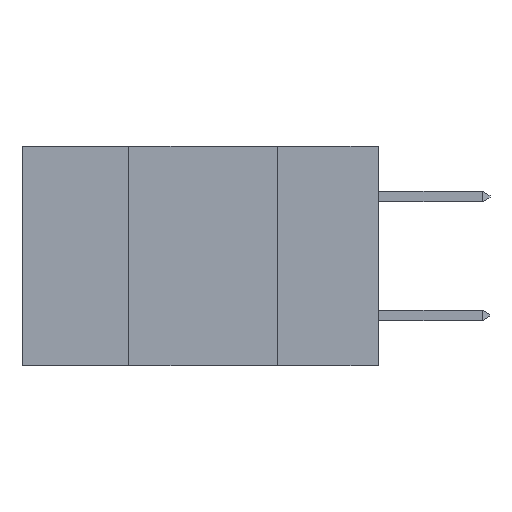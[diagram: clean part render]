
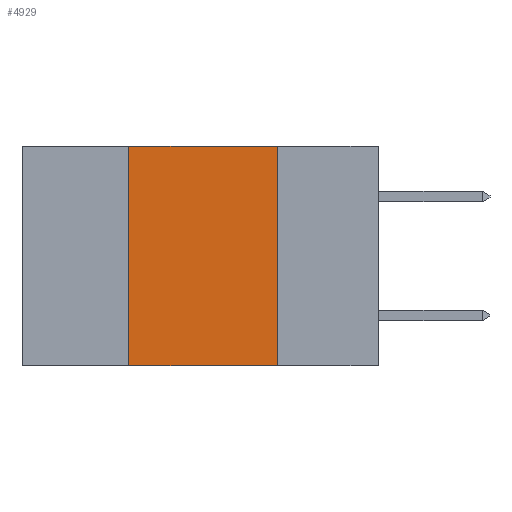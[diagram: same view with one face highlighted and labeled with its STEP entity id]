
A CAD part, left-side view. The second image highlights one B-rep face of the part: STEP entity #4929.
In plain terms, the highlighted planar face has unit normal (-1, 0, 0).
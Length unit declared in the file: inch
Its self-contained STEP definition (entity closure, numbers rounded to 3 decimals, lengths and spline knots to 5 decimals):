
#202 = CARTESIAN_POINT ( 'NONE',  ( 0., 0.17, 0. ) ) ;
#863 = VERTEX_POINT ( 'NONE', #2631 ) ;
#887 = ORIENTED_EDGE ( 'NONE', *, *, #4496, .T. ) ;
#983 = ORIENTED_EDGE ( 'NONE', *, *, #7707, .F. ) ;
#1105 = VECTOR ( 'NONE', #9814, 39.37008 ) ;
#1291 = FACE_OUTER_BOUND ( 'NONE', #1741, .T. ) ;
#1497 = ORIENTED_EDGE ( 'NONE', *, *, #6461, .F. ) ;
#1741 = EDGE_LOOP ( 'NONE', ( #1497, #5322, #983, #887 ) ) ;
#2631 = CARTESIAN_POINT ( 'NONE',  ( 0., 0.17, -0.37 ) ) ;
#2828 = CARTESIAN_POINT ( 'NONE',  ( 0., 0.6, 0. ) ) ;
#3031 = CARTESIAN_POINT ( 'NONE',  ( 0., 0.42, 0. ) ) ;
#3515 = VECTOR ( 'NONE', #6385, 39.37008 ) ;
#3993 = LINE ( 'NONE', #2828, #1105 ) ;
#4093 = VERTEX_POINT ( 'NONE', #7795 ) ;
#4496 = EDGE_CURVE ( 'NONE', #4093, #863, #6505, .T. ) ;
#4929 = ADVANCED_FACE ( 'NONE', ( #1291 ), #5752, .F. ) ;
#5188 = EDGE_CURVE ( 'NONE', #9037, #8680, #3993, .T. ) ;
#5322 = ORIENTED_EDGE ( 'NONE', *, *, #5188, .F. ) ;
#5752 = PLANE ( 'NONE',  #11486 ) ;
#5861 = DIRECTION ( 'NONE',  ( 0., 0., -1. ) ) ;
#6084 = DIRECTION ( 'NONE',  ( 1., 0., 0. ) ) ;
#6385 = DIRECTION ( 'NONE',  ( 0., -1., 0. ) ) ;
#6461 = EDGE_CURVE ( 'NONE', #8680, #863, #9631, .T. ) ;
#6505 = LINE ( 'NONE', #11120, #3515 ) ;
#6878 = CARTESIAN_POINT ( 'NONE',  ( 0., 0.6, 0. ) ) ;
#7179 = VECTOR ( 'NONE', #9593, 39.37008 ) ;
#7707 = EDGE_CURVE ( 'NONE', #4093, #9037, #12590, .T. ) ;
#7795 = CARTESIAN_POINT ( 'NONE',  ( 0., 0.42, -0.37 ) ) ;
#8302 = VECTOR ( 'NONE', #9601, 39.37008 ) ;
#8659 = CARTESIAN_POINT ( 'NONE',  ( 0., 0.17, 0. ) ) ;
#8680 = VERTEX_POINT ( 'NONE', #202 ) ;
#8712 = CARTESIAN_POINT ( 'NONE',  ( 0., 0.42, 0. ) ) ;
#9037 = VERTEX_POINT ( 'NONE', #3031 ) ;
#9593 = DIRECTION ( 'NONE',  ( 0., 0., -1. ) ) ;
#9601 = DIRECTION ( 'NONE',  ( 0., 0., 1. ) ) ;
#9631 = LINE ( 'NONE', #8659, #7179 ) ;
#9814 = DIRECTION ( 'NONE',  ( 0., -1., 0. ) ) ;
#11120 = CARTESIAN_POINT ( 'NONE',  ( 0., 0.6, -0.37 ) ) ;
#11486 = AXIS2_PLACEMENT_3D ( 'NONE', #6878, #6084, #5861 ) ;
#12590 = LINE ( 'NONE', #8712, #8302 ) ;
